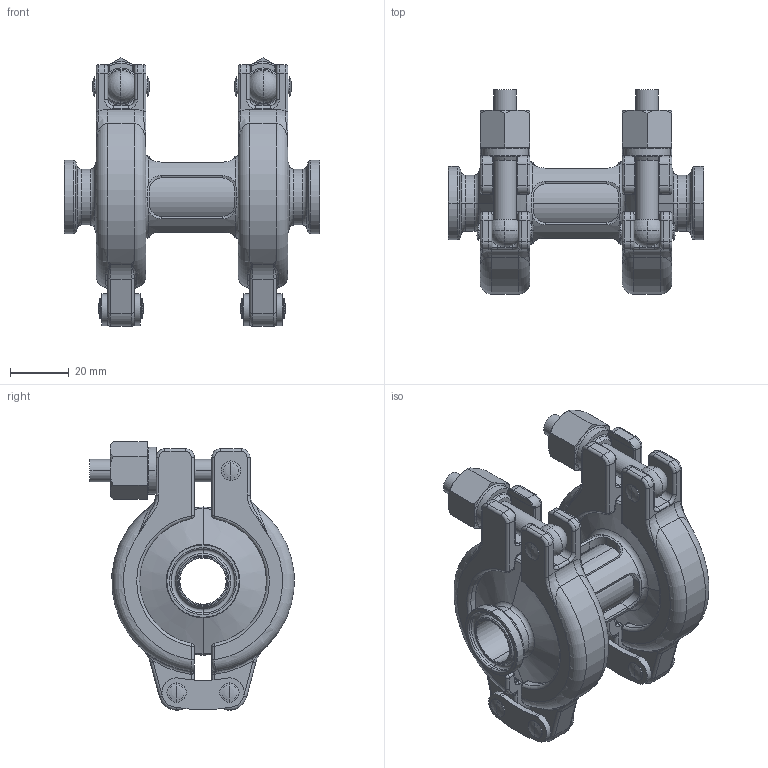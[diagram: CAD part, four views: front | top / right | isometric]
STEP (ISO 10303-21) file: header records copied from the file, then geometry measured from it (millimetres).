
FILE_DESCRIPTION (( 'STEP AP214' ), '1' );
FILE_NAME ('SG.SC.075 BLOCK.STEP', '2020-03-23T11:12:14', ( '' ), ( '' ), 'SwSTEP 2.0', 'SolidWorks 2019', '' );
FILE_SCHEMA (( 'AUTOMOTIVE_DESIGN' ));
Length unit declared in the file: millimetre
Products named in the file (8): C0318 - FLANGE END test_0.75; C0318 - VFI - GLASS_0.75; C0318 - VFI ORINGS_075 OS; C0318 - VFI ORINGS_075S; SG.SC.075 BLOCK; C0318 - BODY CONCEPT_0.75; C0318 - VFI ORINGS_075L; CL.SHX.0100 BLOCK
Assembly tree (12 placements, depth 2):
  SG.SC.075 BLOCK
    C0318 - VFI - GLASS_0.75
    C0318 - BODY CONCEPT_0.75
    C0318 - FLANGE END test_0.75  x2
    C0318 - VFI ORINGS_075S  x2
    C0318 - VFI ORINGS_075L  x2
    C0318 - VFI ORINGS_075 OS  x2
    CL.SHX.0100 BLOCK  x2
Bounding box: 87 x 69.5 x 91.37 mm (x, y, z)
Volume: 118373 mm3; surface area: 68044.3 mm2
Topology: 16 solids, 16 shells, 1138 faces, 2643 edges, 1467 vertices
Faces by surface type: cylinder 378, torus 288, plane 178, bspline 124, cone 86, sphere 84
Entity records: 27147 total; most frequent: CARTESIAN_POINT 12058, DIRECTION 3316, ORIENTED_EDGE 2994, EDGE_CURVE 1497, AXIS2_PLACEMENT_3D 1460, VERTEX_POINT 858, CIRCLE 857, EDGE_LOOP 709
